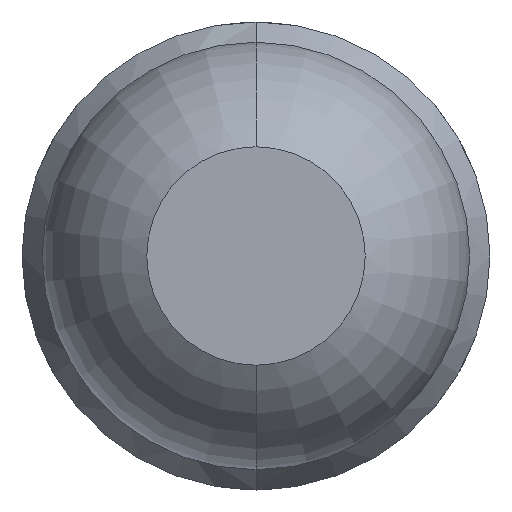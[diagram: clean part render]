
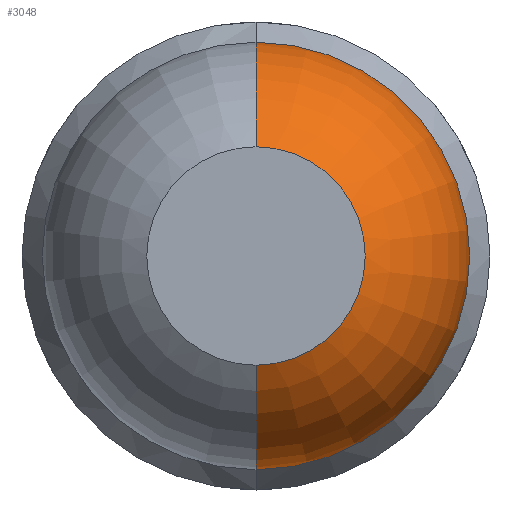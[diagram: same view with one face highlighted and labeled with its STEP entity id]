
A CAD part, front view. The second image highlights one B-rep face of the part: STEP entity #3048.
In plain terms, the highlighted toroidal (fillet/blend) face has major radius 0.035 mm and minor radius 0.65 mm.
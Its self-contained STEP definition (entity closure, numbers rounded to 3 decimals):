
#232 = ORIENTED_EDGE ( 'NONE', *, *, #2415, .F. ) ;
#299 = EDGE_CURVE ( 'NONE', #3961, #1057, #507, .T. ) ;
#383 = EDGE_CURVE ( 'Defeature ausgef�hrt1_31+Defeature ausgef�hrt1_28+Defeature ausgef�hrt1_28+Defeature ausgef�hrt1_28', #4361, #1057, #2127, .T. ) ;
#507 = CIRCLE ( 'NONE', #3259, 0.65 ) ;
#658 = AXIS2_PLACEMENT_3D ( 'NONE', #1145, #1655, #2506 ) ;
#749 = EDGE_CURVE ( 'Defeature ausgef�hrt1_28+Defeature ausgef�hrt1_29+Defeature ausgef�hrt1_29+Defeature ausgef�hrt1_29', #4740, #3961, #1500, .T. ) ;
#923 = DIRECTION ( 'NONE',  ( 1., 0., 0. ) ) ;
#1057 = VERTEX_POINT ( 'NONE', #3314 ) ;
#1110 = DIRECTION ( 'NONE',  ( 0., -1., 0. ) ) ;
#1136 = CARTESIAN_POINT ( 'NONE',  ( 0., -25., -0.35 ) ) ;
#1145 = CARTESIAN_POINT ( 'NONE',  ( 0., -24.431, -0.035 ) ) ;
#1361 = DIRECTION ( 'NONE',  ( 0., 0., -1. ) ) ;
#1396 = CARTESIAN_POINT ( 'NONE',  ( 0., -25., 0. ) ) ;
#1500 = CIRCLE ( 'NONE', #4040, 0.685 ) ;
#1532 = ORIENTED_EDGE ( 'NONE', *, *, #383, .F. ) ;
#1611 = AXIS2_PLACEMENT_3D ( 'NONE', #4066, #4467, #2014 ) ;
#1655 = DIRECTION ( 'NONE',  ( -1., 0., 0. ) ) ;
#1828 = FACE_OUTER_BOUND ( 'NONE', #4418, .T. ) ;
#2002 = CARTESIAN_POINT ( 'NONE',  ( 0., -24.431, 0.685 ) ) ;
#2014 = DIRECTION ( 'NONE',  ( 0., 0., -1. ) ) ;
#2127 = CIRCLE ( 'NONE', #3868, 0.35 ) ;
#2415 = EDGE_CURVE ( 'NONE', #4740, #4361, #4047, .T. ) ;
#2506 = DIRECTION ( 'NONE',  ( 0., 0., 1. ) ) ;
#2669 = TOROIDAL_SURFACE ( 'NONE', #1611, 0.035, 0.65 ) ;
#3048 = ADVANCED_FACE ( 'Defeature ausgef�hrt1_28', ( #1828 ), #2669, .T. ) ;
#3259 = AXIS2_PLACEMENT_3D ( 'NONE', #4971, #923, #5067 ) ;
#3314 = CARTESIAN_POINT ( 'NONE',  ( 0., -25., 0.35 ) ) ;
#3729 = ORIENTED_EDGE ( 'NONE', *, *, #749, .T. ) ;
#3868 = AXIS2_PLACEMENT_3D ( 'NONE', #1396, #3890, #1361 ) ;
#3890 = DIRECTION ( 'NONE',  ( 0., -1., 0. ) ) ;
#3961 = VERTEX_POINT ( 'NONE', #2002 ) ;
#4040 = AXIS2_PLACEMENT_3D ( 'NONE', #4374, #1110, #4854 ) ;
#4047 = CIRCLE ( 'NONE', #658, 0.65 ) ;
#4066 = CARTESIAN_POINT ( 'NONE',  ( 0., -24.431, 0. ) ) ;
#4361 = VERTEX_POINT ( 'NONE', #1136 ) ;
#4374 = CARTESIAN_POINT ( 'NONE',  ( 0., -24.431, 0. ) ) ;
#4418 = EDGE_LOOP ( 'NONE', ( #3729, #4871, #1532, #232 ) ) ;
#4467 = DIRECTION ( 'NONE',  ( 0., -1., 0. ) ) ;
#4740 = VERTEX_POINT ( 'NONE', #4918 ) ;
#4854 = DIRECTION ( 'NONE',  ( 0., 0., -1. ) ) ;
#4871 = ORIENTED_EDGE ( 'NONE', *, *, #299, .T. ) ;
#4918 = CARTESIAN_POINT ( 'NONE',  ( 0., -24.431, -0.685 ) ) ;
#4971 = CARTESIAN_POINT ( 'NONE',  ( 0., -24.431, 0.035 ) ) ;
#5067 = DIRECTION ( 'NONE',  ( 0., 0., -1. ) ) ;
